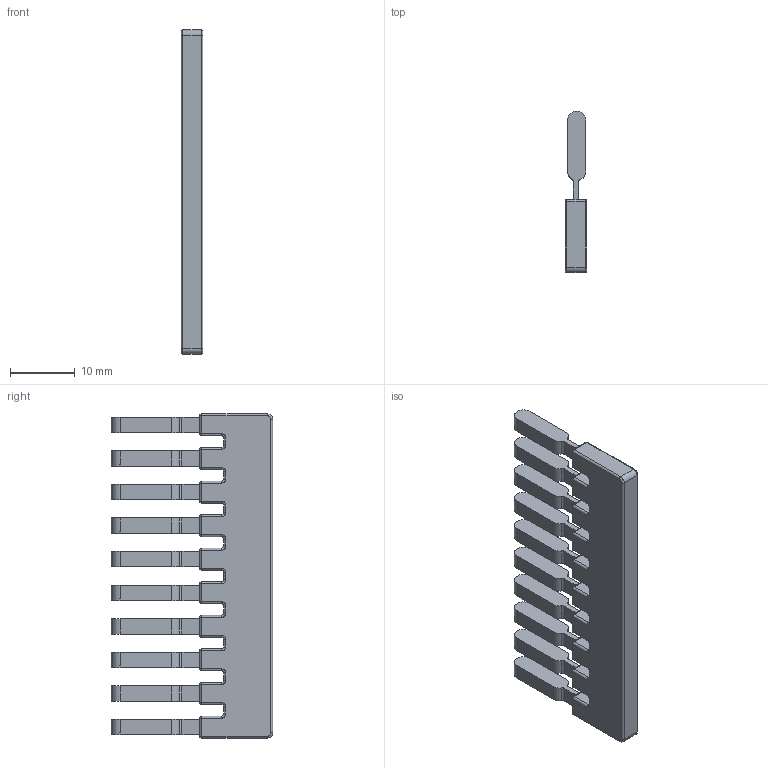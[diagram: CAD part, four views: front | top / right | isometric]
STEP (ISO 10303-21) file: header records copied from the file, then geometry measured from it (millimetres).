
FILE_DESCRIPTION (( 'STEP AP214' ), '1' );
FILE_NAME ('470109_CS 2,5_10.STP', '2022-03-22T09:56:31', ( '' ), ( '' ), 'SwSTEP 2.0', 'SolidWorks 2021', '' );
FILE_SCHEMA (( 'AUTOMOTIVE_DESIGN' ));
Length unit declared in the file: millimetre
Products named in the file (1): 470109_CS 2,5_10
Bounding box: 3.4 x 25 x 50.2 mm (x, y, z)
Volume: 2465.6 mm3; surface area: 2912.5 mm2
Topology: 1 solids, 1 shells, 377 faces, 937 edges, 532 vertices
Faces by surface type: cylinder 179, plane 117, bspline 77, torus 2, sphere 2
Entity records: 13230 total; most frequent: CARTESIAN_POINT 3493, DIRECTION 1814, ORIENTED_EDGE 1794, EDGE_CURVE 897, AXIS2_PLACEMENT_3D 661, VERTEX_POINT 532, LINE 492, VECTOR 492
